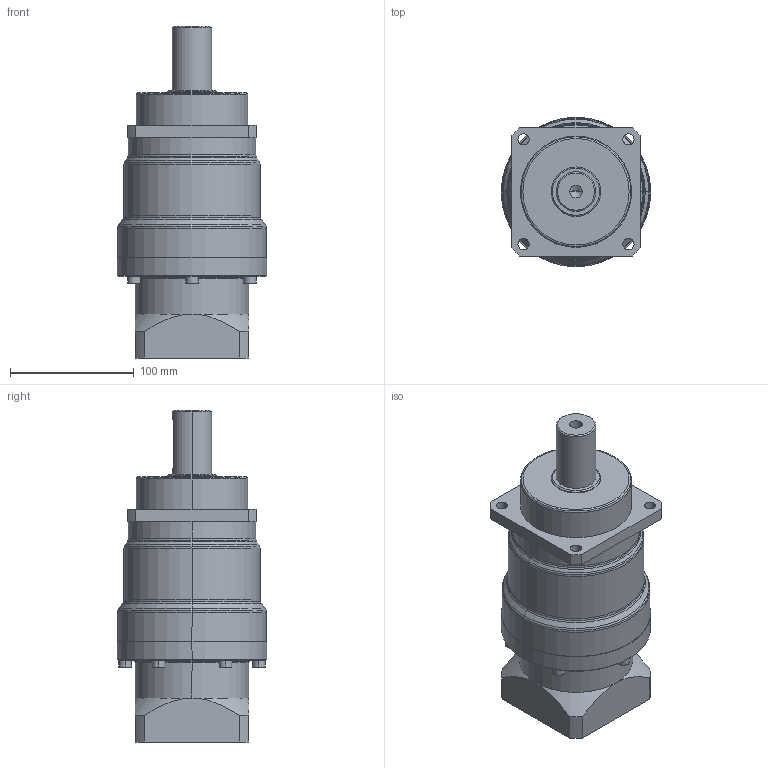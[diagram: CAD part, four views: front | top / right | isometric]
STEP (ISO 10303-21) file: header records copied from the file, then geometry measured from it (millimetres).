
FILE_DESCRIPTION((''),'2;1');
FILE_NAME('VRS100-S2-L3','2022-06-14T15:09:53',('Administrator'),(''),'CREO PARAMETRIC BY PTC INC, 2019010','CREO PARAMETRIC BY PTC INC, 2019010','');
FILE_SCHEMA(('CONFIG_CONTROL_DESIGN'));
Length unit declared in the file: millimetre
Products named in the file (1): VRS100-S2-L3
Bounding box: 121 x 121 x 268.5 mm (x, y, z)
Volume: 1858755.5 mm3; surface area: 126151.3 mm2
Topology: 1 solids, 1 shells, 286 faces, 672 edges, 417 vertices
Faces by surface type: plane 114, cylinder 80, torus 64, cone 28
Entity records: 8358 total; most frequent: CARTESIAN_POINT 1547, DIRECTION 1534, ORIENTED_EDGE 1324, EDGE_CURVE 662, AXIS2_PLACEMENT_3D 606, VERTEX_POINT 417, EDGE_LOOP 333, VECTOR 322
